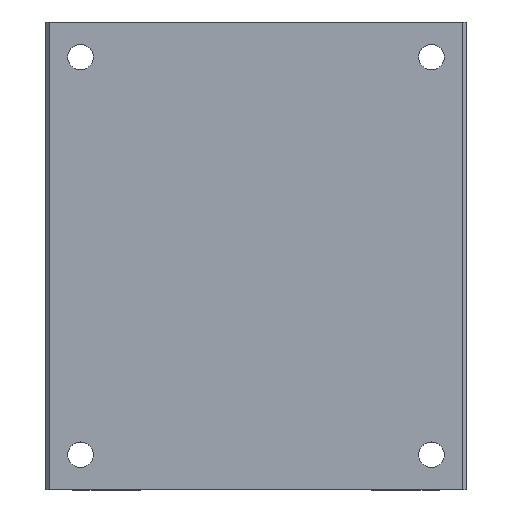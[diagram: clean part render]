
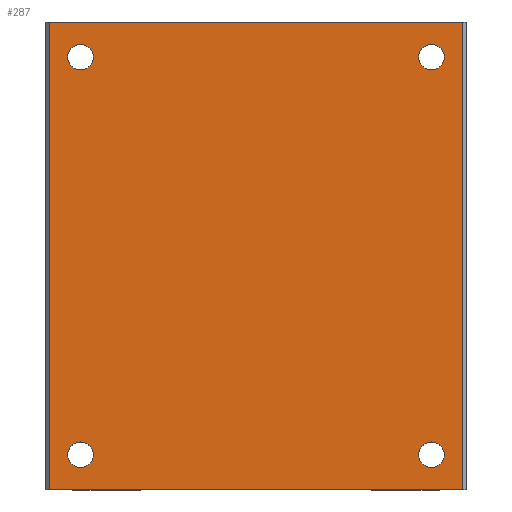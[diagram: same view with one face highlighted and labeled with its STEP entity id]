
A CAD part, top view. The second image highlights one B-rep face of the part: STEP entity #287.
In plain terms, the highlighted planar face has unit normal (0, 0, 1).
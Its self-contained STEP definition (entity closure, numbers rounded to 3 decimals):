
#287=ADVANCED_FACE('',(#659,#660,#661,#662,#663),#664,.T.);
#659=FACE_BOUND('',#1113,.T.);
#660=FACE_BOUND('',#1114,.T.);
#661=FACE_BOUND('',#1115,.T.);
#662=FACE_BOUND('',#1116,.T.);
#663=FACE_OUTER_BOUND('',#1117,.T.);
#664=PLANE('',#1118);
#1113=EDGE_LOOP('',(#1955,#1956));
#1114=EDGE_LOOP('',(#1957,#1958));
#1115=EDGE_LOOP('',(#1959,#1960));
#1116=EDGE_LOOP('',(#1961,#1962));
#1117=EDGE_LOOP('',(#1963,#1964,#1965,#1966));
#1118=AXIS2_PLACEMENT_3D('',#1967,#1968,#1969);
#1955=ORIENTED_EDGE('',*,*,#2976,.T.);
#1956=ORIENTED_EDGE('',*,*,#2892,.T.);
#1957=ORIENTED_EDGE('',*,*,#2979,.T.);
#1958=ORIENTED_EDGE('',*,*,#2887,.T.);
#1959=ORIENTED_EDGE('',*,*,#2982,.T.);
#1960=ORIENTED_EDGE('',*,*,#2882,.T.);
#1961=ORIENTED_EDGE('',*,*,#2985,.T.);
#1962=ORIENTED_EDGE('',*,*,#2877,.T.);
#1963=ORIENTED_EDGE('',*,*,#3077,.T.);
#1964=ORIENTED_EDGE('',*,*,#3078,.F.);
#1965=ORIENTED_EDGE('',*,*,#2953,.T.);
#1966=ORIENTED_EDGE('',*,*,#3075,.T.);
#1967=CARTESIAN_POINT('',(0.0,0.0,16.0));
#1968=DIRECTION('',(0.0,0.0,1.0));
#1969=DIRECTION('',(1.0,0.0,0.0));
#2877=EDGE_CURVE('',#3498,#3495,#3499,.T.);
#2882=EDGE_CURVE('',#3507,#3504,#3508,.T.);
#2887=EDGE_CURVE('',#3516,#3513,#3517,.T.);
#2892=EDGE_CURVE('',#3525,#3522,#3526,.T.);
#2953=EDGE_CURVE('',#3629,#3627,#3630,.T.);
#2976=EDGE_CURVE('',#3522,#3525,#3669,.T.);
#2979=EDGE_CURVE('',#3513,#3516,#3672,.T.);
#2982=EDGE_CURVE('',#3504,#3507,#3675,.T.);
#2985=EDGE_CURVE('',#3495,#3498,#3678,.T.);
#3075=EDGE_CURVE('',#3627,#3794,#3796,.T.);
#3077=EDGE_CURVE('',#3794,#3798,#3799,.T.);
#3078=EDGE_CURVE('',#3629,#3798,#3800,.T.);
#3495=VERTEX_POINT('',#4358);
#3498=VERTEX_POINT('',#4362);
#3499=CIRCLE('',#4363,1.64);
#3504=VERTEX_POINT('',#4369);
#3507=VERTEX_POINT('',#4373);
#3508=CIRCLE('',#4374,1.64);
#3513=VERTEX_POINT('',#4380);
#3516=VERTEX_POINT('',#4384);
#3517=CIRCLE('',#4385,1.64);
#3522=VERTEX_POINT('',#4391);
#3525=VERTEX_POINT('',#4395);
#3526=CIRCLE('',#4396,1.64);
#3627=VERTEX_POINT('',#4527);
#3629=VERTEX_POINT('',#4530);
#3630=LINE('',#4531,#4532);
#3669=CIRCLE('',#4588,1.64);
#3672=CIRCLE('',#4591,1.64);
#3675=CIRCLE('',#4594,1.64);
#3678=CIRCLE('',#4597,1.64);
#3794=VERTEX_POINT('',#4758);
#3796=LINE('',#4761,#4762);
#3798=VERTEX_POINT('',#4764);
#3799=LINE('',#4765,#4766);
#3800=LINE('',#4767,#4768);
#4358=CARTESIAN_POINT('',(20.86,55.5,16.0));
#4362=CARTESIAN_POINT('',(24.14,55.5,16.0));
#4363=AXIS2_PLACEMENT_3D('',#5409,#5410,#5411);
#4369=CARTESIAN_POINT('',(20.86,4.5,16.0));
#4373=CARTESIAN_POINT('',(24.14,4.5,16.0));
#4374=AXIS2_PLACEMENT_3D('',#5417,#5418,#5419);
#4380=CARTESIAN_POINT('',(-24.14,55.5,16.0));
#4384=CARTESIAN_POINT('',(-20.86,55.5,16.0));
#4385=AXIS2_PLACEMENT_3D('',#5425,#5426,#5427);
#4391=CARTESIAN_POINT('',(-24.14,4.5,16.0));
#4395=CARTESIAN_POINT('',(-20.86,4.5,16.0));
#4396=AXIS2_PLACEMENT_3D('',#5433,#5434,#5435);
#4527=CARTESIAN_POINT('',(26.5,0.0,16.0));
#4530=CARTESIAN_POINT('',(-26.5,0.0,16.0));
#4531=CARTESIAN_POINT('',(-26.5,0.0,16.0));
#4532=VECTOR('',#5530,1.0);
#4588=AXIS2_PLACEMENT_3D('',#5557,#5558,#5559);
#4591=AXIS2_PLACEMENT_3D('',#5563,#5564,#5565);
#4594=AXIS2_PLACEMENT_3D('',#5569,#5570,#5571);
#4597=AXIS2_PLACEMENT_3D('',#5575,#5576,#5577);
#4758=CARTESIAN_POINT('',(26.5,60.0,16.0));
#4761=CARTESIAN_POINT('',(26.5,0.0,16.0));
#4762=VECTOR('',#5666,1.0);
#4764=CARTESIAN_POINT('',(-26.5,60.0,16.0));
#4765=CARTESIAN_POINT('',(-26.5,60.0,16.0));
#4766=VECTOR('',#5667,1.0);
#4767=CARTESIAN_POINT('',(-26.5,0.0,16.0));
#4768=VECTOR('',#5668,1.0);
#5409=CARTESIAN_POINT('',(22.5,55.5,16.0));
#5410=DIRECTION('',(-0.0,0.0,-1.0));
#5411=DIRECTION('',(-1.0,0.0,0.0));
#5417=CARTESIAN_POINT('',(22.5,4.5,16.0));
#5418=DIRECTION('',(-0.0,0.0,-1.0));
#5419=DIRECTION('',(-1.0,0.0,0.0));
#5425=CARTESIAN_POINT('',(-22.5,55.5,16.0));
#5426=DIRECTION('',(-0.0,0.0,-1.0));
#5427=DIRECTION('',(-1.0,0.0,0.0));
#5433=CARTESIAN_POINT('',(-22.5,4.5,16.0));
#5434=DIRECTION('',(-0.0,0.0,-1.0));
#5435=DIRECTION('',(-1.0,0.0,0.0));
#5530=DIRECTION('',(1.0,0.0,0.0));
#5557=CARTESIAN_POINT('',(-22.5,4.5,16.0));
#5558=DIRECTION('',(-0.0,0.0,-1.0));
#5559=DIRECTION('',(-1.0,0.0,0.0));
#5563=CARTESIAN_POINT('',(-22.5,55.5,16.0));
#5564=DIRECTION('',(-0.0,0.0,-1.0));
#5565=DIRECTION('',(-1.0,0.0,0.0));
#5569=CARTESIAN_POINT('',(22.5,4.5,16.0));
#5570=DIRECTION('',(-0.0,0.0,-1.0));
#5571=DIRECTION('',(-1.0,0.0,0.0));
#5575=CARTESIAN_POINT('',(22.5,55.5,16.0));
#5576=DIRECTION('',(-0.0,0.0,-1.0));
#5577=DIRECTION('',(-1.0,0.0,0.0));
#5666=DIRECTION('',(0.0,1.0,0.0));
#5667=DIRECTION('',(-1.0,0.0,-0.0));
#5668=DIRECTION('',(0.0,1.0,0.0));
